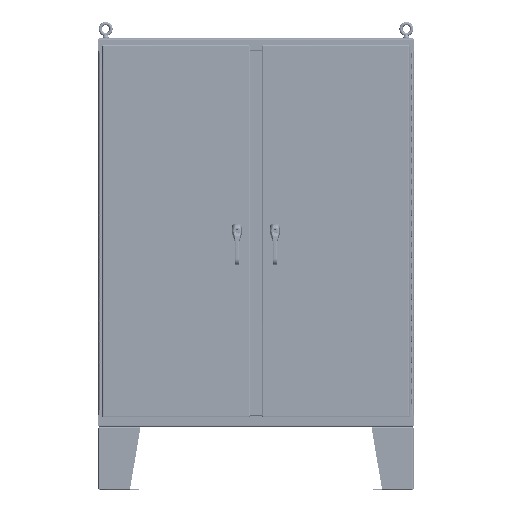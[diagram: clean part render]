
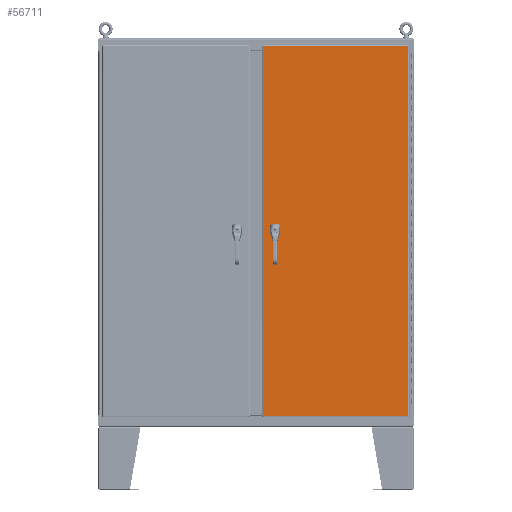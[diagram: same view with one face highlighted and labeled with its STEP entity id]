
A CAD part, top view. The second image highlights one B-rep face of the part: STEP entity #56711.
In plain terms, the highlighted planar face has unit normal (0, 0, 1).
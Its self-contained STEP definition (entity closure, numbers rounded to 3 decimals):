
#2614=FACE_BOUND('',#8747,.T.);
#2615=FACE_BOUND('',#8748,.T.);
#2616=FACE_BOUND('',#8749,.T.);
#2617=FACE_BOUND('',#8750,.T.);
#3461=PLANE('',#62120);
#5348=FACE_OUTER_BOUND('',#8746,.T.);
#8746=EDGE_LOOP('',(#42719,#42720,#42721,#42722));
#8747=EDGE_LOOP('',(#42723,#42724,#42725,#42726,#42727,#42728,#42729,#42730));
#8748=EDGE_LOOP('',(#42731));
#8749=EDGE_LOOP('',(#42732));
#8750=EDGE_LOOP('',(#42733));
#13110=LINE('',#93487,#17534);
#13114=LINE('',#93499,#17538);
#13118=LINE('',#93511,#17542);
#13122=LINE('',#93523,#17546);
#13128=LINE('',#93562,#17552);
#13144=LINE('',#93684,#17568);
#13159=LINE('',#93804,#17583);
#13169=LINE('',#93912,#17593);
#17534=VECTOR('',#72236,0.394);
#17538=VECTOR('',#72248,0.394);
#17542=VECTOR('',#72260,0.394);
#17546=VECTOR('',#72272,0.394);
#17552=VECTOR('',#72304,0.394);
#17568=VECTOR('',#72334,0.394);
#17583=VECTOR('',#72363,0.394);
#17593=VECTOR('',#72385,0.394);
#20658=CIRCLE('',#62071,0.453);
#20660=CIRCLE('',#62075,0.453);
#20662=CIRCLE('',#62079,0.453);
#20664=CIRCLE('',#62083,0.453);
#20665=CIRCLE('',#62085,0.141);
#20667=CIRCLE('',#62088,0.141);
#20669=CIRCLE('',#62091,0.141);
#24735=VERTEX_POINT('',#93484);
#24736=VERTEX_POINT('',#93486);
#24738=VERTEX_POINT('',#93492);
#24740=VERTEX_POINT('',#93498);
#24742=VERTEX_POINT('',#93504);
#24744=VERTEX_POINT('',#93510);
#24746=VERTEX_POINT('',#93516);
#24748=VERTEX_POINT('',#93522);
#24749=VERTEX_POINT('',#93529);
#24751=VERTEX_POINT('',#93535);
#24753=VERTEX_POINT('',#93541);
#24757=VERTEX_POINT('',#93550);
#24758=VERTEX_POINT('',#93561);
#24769=VERTEX_POINT('',#93673);
#24779=VERTEX_POINT('',#93793);
#31046=EDGE_CURVE('',#24736,#24735,#13110,.T.);
#31049=EDGE_CURVE('',#24738,#24736,#20658,.T.);
#31052=EDGE_CURVE('',#24740,#24738,#13114,.T.);
#31055=EDGE_CURVE('',#24742,#24740,#20660,.T.);
#31058=EDGE_CURVE('',#24744,#24742,#13118,.T.);
#31061=EDGE_CURVE('',#24746,#24744,#20662,.T.);
#31064=EDGE_CURVE('',#24748,#24746,#13122,.T.);
#31067=EDGE_CURVE('',#24735,#24748,#20664,.T.);
#31068=EDGE_CURVE('',#24749,#24749,#20665,.T.);
#31071=EDGE_CURVE('',#24751,#24751,#20667,.T.);
#31074=EDGE_CURVE('',#24753,#24753,#20669,.T.);
#31079=EDGE_CURVE('',#24758,#24757,#13128,.T.);
#31099=EDGE_CURVE('',#24757,#24769,#13144,.T.);
#31118=EDGE_CURVE('',#24769,#24779,#13159,.T.);
#31132=EDGE_CURVE('',#24779,#24758,#13169,.T.);
#42719=ORIENTED_EDGE('',*,*,#31079,.T.);
#42720=ORIENTED_EDGE('',*,*,#31099,.T.);
#42721=ORIENTED_EDGE('',*,*,#31118,.T.);
#42722=ORIENTED_EDGE('',*,*,#31132,.T.);
#42723=ORIENTED_EDGE('',*,*,#31046,.T.);
#42724=ORIENTED_EDGE('',*,*,#31067,.T.);
#42725=ORIENTED_EDGE('',*,*,#31064,.T.);
#42726=ORIENTED_EDGE('',*,*,#31061,.T.);
#42727=ORIENTED_EDGE('',*,*,#31058,.T.);
#42728=ORIENTED_EDGE('',*,*,#31055,.T.);
#42729=ORIENTED_EDGE('',*,*,#31052,.T.);
#42730=ORIENTED_EDGE('',*,*,#31049,.T.);
#42731=ORIENTED_EDGE('',*,*,#31068,.T.);
#42732=ORIENTED_EDGE('',*,*,#31071,.T.);
#42733=ORIENTED_EDGE('',*,*,#31074,.T.);
#56711=ADVANCED_FACE('',(#5348,#2614,#2615,#2616,#2617),#3461,.T.);
#62071=AXIS2_PLACEMENT_3D('',#93493,#72242,#72243);
#62075=AXIS2_PLACEMENT_3D('',#93505,#72254,#72255);
#62079=AXIS2_PLACEMENT_3D('',#93517,#72266,#72267);
#62083=AXIS2_PLACEMENT_3D('',#93527,#72278,#72279);
#62085=AXIS2_PLACEMENT_3D('',#93530,#72282,#72283);
#62088=AXIS2_PLACEMENT_3D('',#93536,#72289,#72290);
#62091=AXIS2_PLACEMENT_3D('',#93542,#72296,#72297);
#62120=AXIS2_PLACEMENT_3D('',#94015,#72410,#72411);
#72236=DIRECTION('',(0.,1.,0.));
#72242=DIRECTION('center_axis',(0.,0.,-1.));
#72243=DIRECTION('ref_axis',(-0.882,-0.471,0.));
#72248=DIRECTION('',(-1.,0.,0.));
#72254=DIRECTION('center_axis',(0.,0.,-1.));
#72255=DIRECTION('ref_axis',(0.471,-0.882,0.));
#72260=DIRECTION('',(0.,-1.,0.));
#72266=DIRECTION('center_axis',(0.,0.,-1.));
#72267=DIRECTION('ref_axis',(0.882,0.471,0.));
#72272=DIRECTION('',(1.,0.,0.));
#72278=DIRECTION('center_axis',(0.,0.,-1.));
#72279=DIRECTION('ref_axis',(-0.471,0.882,0.));
#72282=DIRECTION('center_axis',(0.,0.,-1.));
#72283=DIRECTION('ref_axis',(-1.,0.,0.));
#72289=DIRECTION('center_axis',(0.,0.,-1.));
#72290=DIRECTION('ref_axis',(-1.,0.,0.));
#72296=DIRECTION('center_axis',(0.,0.,-1.));
#72297=DIRECTION('ref_axis',(-1.,0.,0.));
#72304=DIRECTION('',(0.,-1.,0.));
#72334=DIRECTION('',(1.,0.,0.));
#72363=DIRECTION('',(0.,1.,0.));
#72385=DIRECTION('',(-1.,0.,0.));
#72410=DIRECTION('center_axis',(0.,0.,1.));
#72411=DIRECTION('ref_axis',(1.,0.,0.));
#93484=CARTESIAN_POINT('',(2.101,35.714,0.134));
#93486=CARTESIAN_POINT('',(2.101,35.286,0.134));
#93487=CARTESIAN_POINT('',(2.101,35.607,0.134));
#93492=CARTESIAN_POINT('',(2.286,35.1,0.134));
#93493=CARTESIAN_POINT('Origin',(2.5,35.5,0.134));
#93498=CARTESIAN_POINT('',(2.714,35.101,0.134));
#93499=CARTESIAN_POINT('',(8.19,35.101,0.134));
#93504=CARTESIAN_POINT('',(2.9,35.286,0.134));
#93505=CARTESIAN_POINT('Origin',(2.5,35.5,0.134));
#93510=CARTESIAN_POINT('',(2.899,35.714,0.134));
#93511=CARTESIAN_POINT('',(2.9,35.393,0.134));
#93516=CARTESIAN_POINT('',(2.714,35.9,0.134));
#93517=CARTESIAN_POINT('Origin',(2.5,35.5,0.134));
#93522=CARTESIAN_POINT('',(2.286,35.899,0.134));
#93523=CARTESIAN_POINT('',(8.404,35.9,0.134));
#93527=CARTESIAN_POINT('Origin',(2.5,35.5,0.134));
#93529=CARTESIAN_POINT('',(2.641,36.385,0.134));
#93530=CARTESIAN_POINT('Origin',(2.5,36.385,0.134));
#93535=CARTESIAN_POINT('',(2.641,34.614,0.134));
#93536=CARTESIAN_POINT('Origin',(2.5,34.614,0.134));
#93541=CARTESIAN_POINT('',(2.641,34.122,0.134));
#93542=CARTESIAN_POINT('Origin',(2.5,34.122,0.134));
#93550=CARTESIAN_POINT('',(0.228,0.228,0.134));
#93561=CARTESIAN_POINT('',(0.228,70.772,0.134));
#93562=CARTESIAN_POINT('',(0.228,53.136,0.134));
#93673=CARTESIAN_POINT('',(27.96,0.228,0.134));
#93684=CARTESIAN_POINT('',(7.161,0.228,0.134));
#93793=CARTESIAN_POINT('',(27.96,70.772,0.134));
#93804=CARTESIAN_POINT('',(27.96,17.864,0.134));
#93912=CARTESIAN_POINT('',(21.027,70.772,0.134));
#94015=CARTESIAN_POINT('Origin',(14.094,35.5,0.134));
